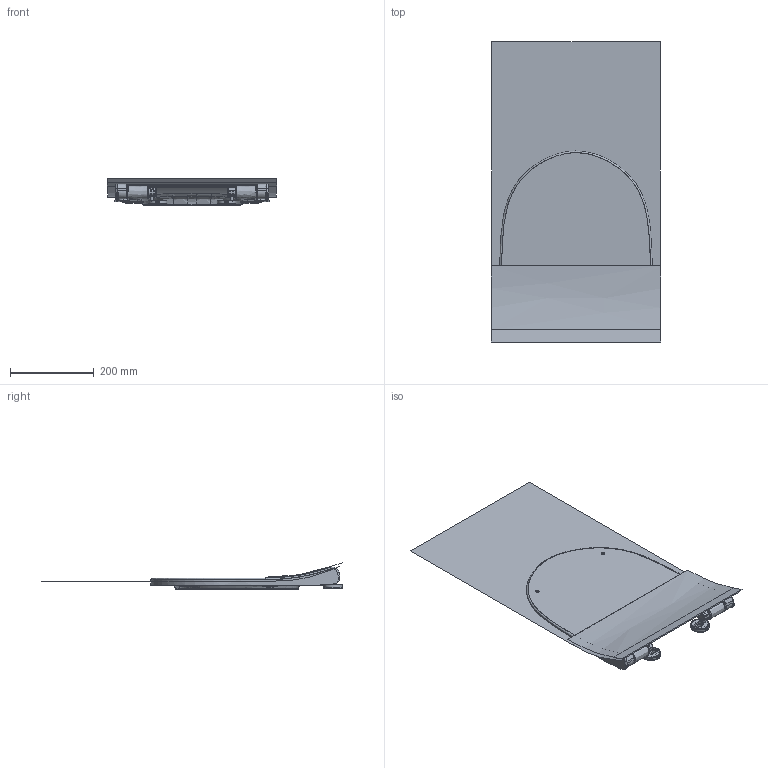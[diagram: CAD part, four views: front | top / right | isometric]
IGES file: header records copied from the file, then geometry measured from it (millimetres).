
Global section: file name: 130  Sento Slim.igs; native system: NX V11.0; preprocessor: SIEMENS PLM Software NX 11.0; date: 20190920.091553; units: millimetre
Bounding box: 405.88 x 718.59 x 63.01 mm (x, y, z)
Surface area: 1734664.9 mm2 (no closed solid volume)
Topology: 0 solids, 5 shells, 1488 faces, 10047 edges, 9868 vertices
Faces by surface type: bspline 1483, offset 5
